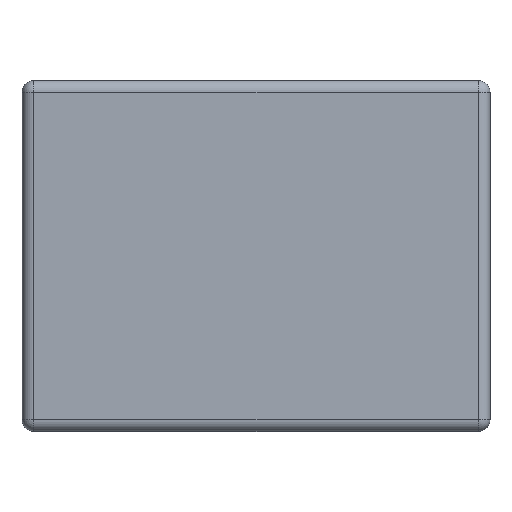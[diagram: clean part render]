
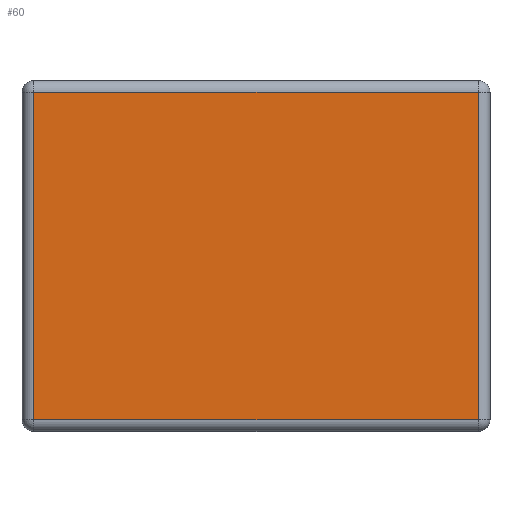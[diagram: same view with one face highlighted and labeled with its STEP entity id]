
A CAD part, left-side view. The second image highlights one B-rep face of the part: STEP entity #60.
In plain terms, the highlighted planar face has unit normal (-1, 0, 0).
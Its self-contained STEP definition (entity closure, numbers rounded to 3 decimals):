
#37 = VECTOR ( 'NONE', #1154, 1000. ) ;
#55 = CARTESIAN_POINT ( 'NONE',  ( -1.249, 0., 0. ) ) ;
#60 = ADVANCED_FACE ( 'NONE', ( #299 ), #935, .F. ) ;
#110 = DIRECTION ( 'NONE',  ( 0., 0., -1. ) ) ;
#131 = VERTEX_POINT ( 'NONE', #1426 ) ;
#151 = CARTESIAN_POINT ( 'NONE',  ( -1.249, -0.95, 0.05 ) ) ;
#172 = ORIENTED_EDGE ( 'NONE', *, *, #801, .T. ) ;
#228 = EDGE_CURVE ( 'NONE', #131, #1045, #1296, .T. ) ;
#283 = LINE ( 'NONE', #720, #37 ) ;
#299 = FACE_OUTER_BOUND ( 'NONE', #757, .T. ) ;
#300 = VERTEX_POINT ( 'NONE', #1137 ) ;
#485 = ORIENTED_EDGE ( 'NONE', *, *, #795, .T. ) ;
#503 = VECTOR ( 'NONE', #1077, 1000. ) ;
#548 = CARTESIAN_POINT ( 'NONE',  ( -1.249, 0.95, 0.05 ) ) ;
#580 = EDGE_CURVE ( 'NONE', #817, #300, #283, .T. ) ;
#627 = ORIENTED_EDGE ( 'NONE', *, *, #228, .T. ) ;
#640 = CARTESIAN_POINT ( 'NONE',  ( -1.249, -0.95, 1.449 ) ) ;
#652 = LINE ( 'NONE', #548, #836 ) ;
#720 = CARTESIAN_POINT ( 'NONE',  ( -1.249, 0.95, 1.449 ) ) ;
#743 = CARTESIAN_POINT ( 'NONE',  ( -1.249, -0.95, 0.05 ) ) ;
#757 = EDGE_LOOP ( 'NONE', ( #627, #172, #1357, #485 ) ) ;
#772 = VECTOR ( 'NONE', #1175, 1000. ) ;
#795 = EDGE_CURVE ( 'NONE', #300, #131, #652, .T. ) ;
#801 = EDGE_CURVE ( 'NONE', #1045, #817, #1406, .T. ) ;
#817 = VERTEX_POINT ( 'NONE', #972 ) ;
#836 = VECTOR ( 'NONE', #110, 1000. ) ;
#935 = PLANE ( 'NONE',  #1399 ) ;
#972 = CARTESIAN_POINT ( 'NONE',  ( -1.249, -0.95, 1.449 ) ) ;
#1045 = VERTEX_POINT ( 'NONE', #151 ) ;
#1077 = DIRECTION ( 'NONE',  ( 0., 0., 1. ) ) ;
#1137 = CARTESIAN_POINT ( 'NONE',  ( -1.249, 0.95, 1.449 ) ) ;
#1154 = DIRECTION ( 'NONE',  ( 0., 1., 0. ) ) ;
#1157 = DIRECTION ( 'NONE',  ( 1., 0., 0. ) ) ;
#1175 = DIRECTION ( 'NONE',  ( 0., -1., 0. ) ) ;
#1296 = LINE ( 'NONE', #743, #772 ) ;
#1357 = ORIENTED_EDGE ( 'NONE', *, *, #580, .T. ) ;
#1377 = DIRECTION ( 'NONE',  ( 0., 1., 0. ) ) ;
#1399 = AXIS2_PLACEMENT_3D ( 'NONE', #55, #1157, #1377 ) ;
#1406 = LINE ( 'NONE', #640, #503 ) ;
#1426 = CARTESIAN_POINT ( 'NONE',  ( -1.249, 0.95, 0.05 ) ) ;
